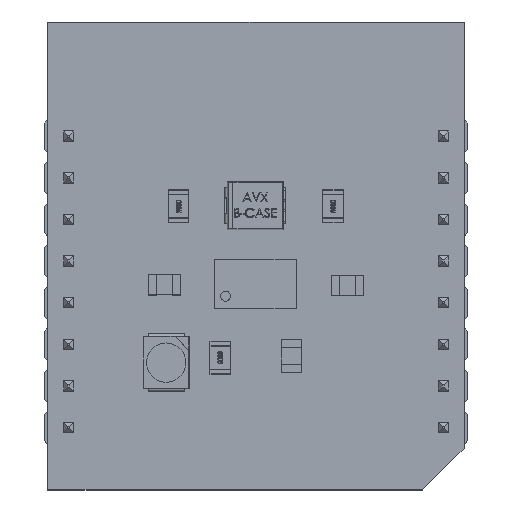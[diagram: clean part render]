
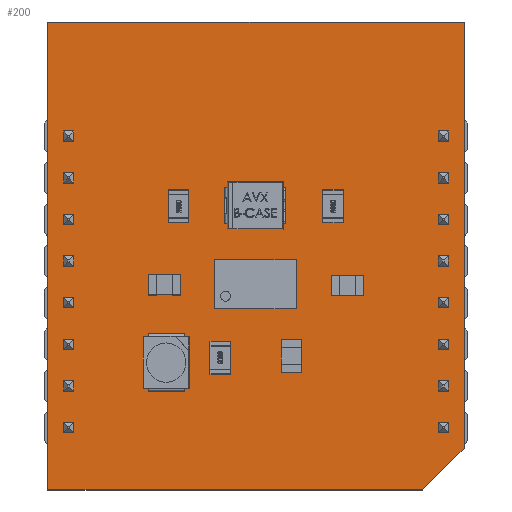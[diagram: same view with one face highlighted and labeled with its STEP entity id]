
A CAD part, top view. The second image highlights one B-rep face of the part: STEP entity #200.
In plain terms, the highlighted planar face has unit normal (0, 0, 1).
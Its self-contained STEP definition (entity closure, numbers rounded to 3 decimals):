
#39 = VERTEX_POINT('',#40);
#40 = CARTESIAN_POINT('',(-1.27,-3.81,0.));
#46 = EDGE_CURVE('',#39,#47,#49,.T.);
#47 = VERTEX_POINT('',#48);
#48 = CARTESIAN_POINT('',(21.59,-3.81,0.));
#49 = LINE('',#50,#51);
#50 = CARTESIAN_POINT('',(-1.27,-3.81,0.));
#51 = VECTOR('',#52,1.);
#52 = DIRECTION('',(1.,0.,0.));
#77 = EDGE_CURVE('',#47,#78,#80,.T.);
#78 = VERTEX_POINT('',#79);
#79 = CARTESIAN_POINT('',(24.13,-1.27,0.));
#80 = LINE('',#81,#82);
#81 = CARTESIAN_POINT('',(21.59,-3.81,0.));
#82 = VECTOR('',#83,1.);
#83 = DIRECTION('',(0.707,0.707,0.));
#108 = EDGE_CURVE('',#78,#109,#111,.T.);
#109 = VERTEX_POINT('',#110);
#110 = CARTESIAN_POINT('',(24.13,24.755,0.));
#111 = LINE('',#112,#113);
#112 = CARTESIAN_POINT('',(24.13,-1.27,0.));
#113 = VECTOR('',#114,1.);
#114 = DIRECTION('',(0.,1.,0.));
#139 = EDGE_CURVE('',#109,#140,#142,.T.);
#140 = VERTEX_POINT('',#141);
#141 = CARTESIAN_POINT('',(-1.27,24.755,0.));
#142 = LINE('',#143,#144);
#143 = CARTESIAN_POINT('',(24.13,24.755,0.));
#144 = VECTOR('',#145,1.);
#145 = DIRECTION('',(-1.,0.,0.));
#170 = EDGE_CURVE('',#140,#39,#171,.T.);
#171 = LINE('',#172,#173);
#172 = CARTESIAN_POINT('',(-1.27,24.755,0.));
#173 = VECTOR('',#174,1.);
#174 = DIRECTION('',(0.,-1.,0.));
#200 = ADVANCED_FACE('',(#201),#208,.F.);
#201 = FACE_BOUND('',#202,.T.);
#202 = EDGE_LOOP('',(#203,#204,#205,#206,#207));
#203 = ORIENTED_EDGE('',*,*,#46,.T.);
#204 = ORIENTED_EDGE('',*,*,#77,.T.);
#205 = ORIENTED_EDGE('',*,*,#108,.T.);
#206 = ORIENTED_EDGE('',*,*,#139,.T.);
#207 = ORIENTED_EDGE('',*,*,#170,.T.);
#208 = PLANE('',#209);
#209 = AXIS2_PLACEMENT_3D('',#210,#211,#212);
#210 = CARTESIAN_POINT('',(-1.27,-3.81,0.));
#211 = DIRECTION('',(0.,0.,-1.));
#212 = DIRECTION('',(-1.,0.,0.));
